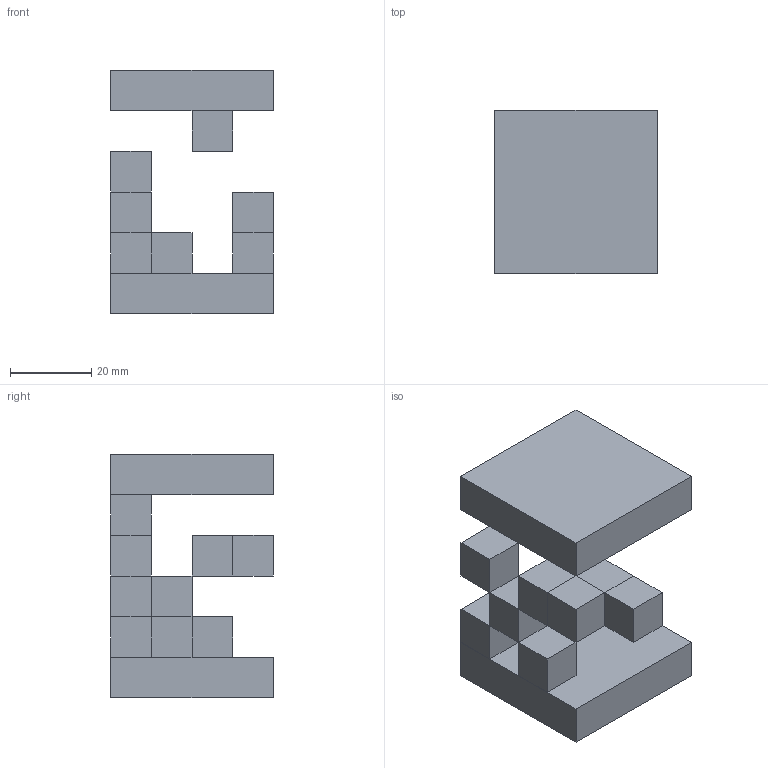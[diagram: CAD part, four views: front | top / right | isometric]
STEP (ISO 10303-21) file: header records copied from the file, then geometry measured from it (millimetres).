
FILE_DESCRIPTION(/* description */ (''),/* implementation_level */ '2;1');
FILE_NAME(/* name */ 'Box.stp',/* time_stamp */ '2021-06-01T00:15:20+09:00',/* author */ (''),/* organization */ (''),/* preprocessor_version */ 'ST-DEVELOPER v18.1',/* originating_system */ 'Autodesk Translation Framework v10.9.0.1377',/* authorisation */ '');
FILE_SCHEMA (('AUTOMOTIVE_DESIGN { 1 0 10303 214 3 1 1 }'));
Length unit declared in the file: millimetre
Products named in the file (1): (Unsaved)
Bounding box: 40 x 40 x 60 mm (x, y, z)
Volume: 43000 mm3; surface area: 16200 mm2
Topology: 13 solids, 13 shells, 78 faces, 156 edges, 104 vertices
Faces by surface type: plane 78
Entity records: 2001 total; most frequent: CARTESIAN_POINT 339, DIRECTION 314, ORIENTED_EDGE 312, LINE 156, VECTOR 156, EDGE_CURVE 156, VERTEX_POINT 104, AXIS2_PLACEMENT_3D 79
